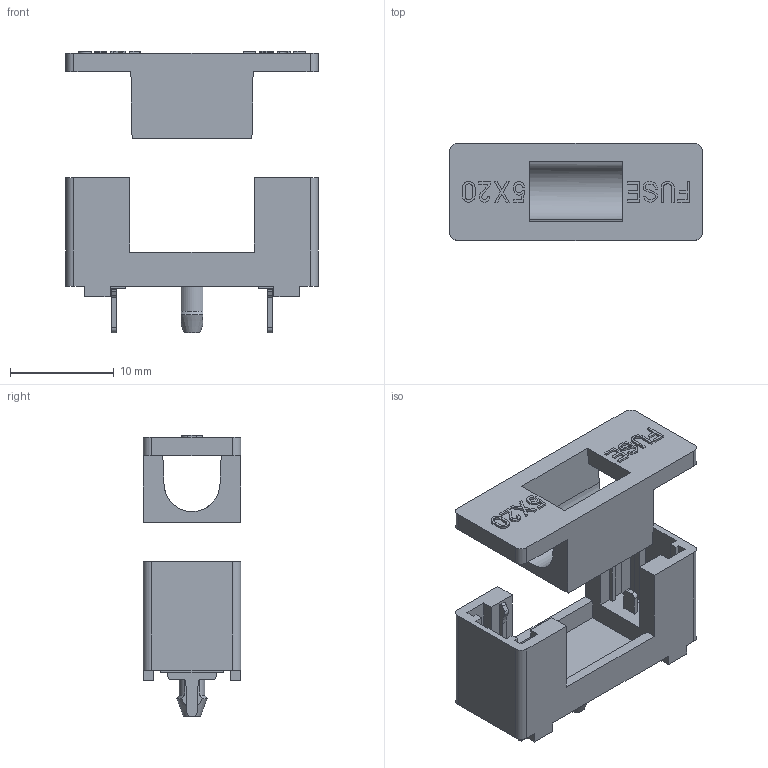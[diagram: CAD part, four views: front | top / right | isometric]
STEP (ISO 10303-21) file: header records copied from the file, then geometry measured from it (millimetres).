
FILE_DESCRIPTION( ( 'Unknown' ), '1' );
FILE_NAME( '696105003002 - PTF_75.stp', 'Unknown', ( 'Quentin LAIDEBEUR' ), ( 'WE' ), 'PSStep 15.0.49', 'Sample-box', ' ' );
FILE_SCHEMA( ( 'AUTOMOTIVE_DESIGN { 1 0 10303 214 1 1 1 1 }' ) );
Length unit declared in the file: millimetre
Products named in the file (2): 1; 2
Bounding box: 24.4 x 9.4 x 27.2 mm (x, y, z)
Volume: 1632.2 mm3; surface area: 2643.4 mm2
Topology: 2 solids, 2 shells, 408 faces, 1170 edges, 780 vertices
Faces by surface type: plane 357, cylinder 47, cone 4
Entity records: 24503 total; most frequent: CARTESIAN_POINT 2951, ORIENTED_EDGE 2340, DIRECTION 2072, PRESENTATION_STYLE_ASSIGNMENT 1988, COLOUR_RGB 1988, STYLED_ITEM 1580, CURVE_STYLE 1580, DRAUGHTING_PRE_DEFINED_CURVE_FONT 1580
